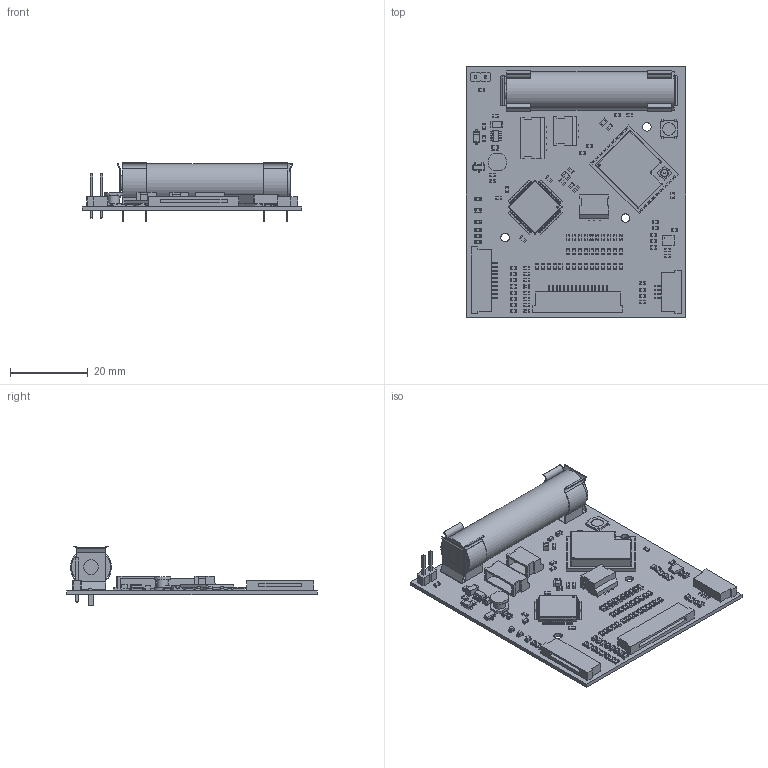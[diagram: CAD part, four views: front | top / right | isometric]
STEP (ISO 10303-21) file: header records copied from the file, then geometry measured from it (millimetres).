
FILE_DESCRIPTION(('KiCad electronic assembly'),'2;1');
FILE_NAME('airMouse-mcu.step','2025-02-21T00:32:55',('Pcbnew'),('Kicad') ,'Open CASCADE STEP processor 7.6','KiCad to STEP converter','Unknown' );
FILE_SCHEMA(('AUTOMOTIVE_DESIGN { 1 0 10303 214 1 1 1 1 }'));
Length unit declared in the file: millimetre
Products named in the file (23): airMouse-mcu 1; C_0603_1608Metric; R_0603_1608Metric; TL3315NF100Q; DLG-0403-4R7; AAA; BC-0401; ESP32-C3-WROOM-02U; ZH-S3B-SM4A; DS1020-07-10VBT1A-R; DS1020-07-16VBT1A-R; C_0805_2012Metric; LED_0603_1608Metric; SOT-23; C_1206_3216Metric; D_SOD-123; DS1020-07-4VBT1A-R; SOT-23-6; PinHeader_1x02_P2.54mm_Vertical; LQFP-64_10x10mm_P0.5mm; LGA-14_3x2.5mm_P0.5mm_LayoutBorder3x4y; ZH-S5B-SM4A; airMouse-mcu_PCB
Assembly tree (112 placements, depth 2):
  airMouse-mcu 1
    C_0603_1608Metric  x32
    R_0603_1608Metric  x54
    TL3315NF100Q
    DLG-0403-4R7
    AAA
    BC-0401  x2
    ESP32-C3-WROOM-02U
    ZH-S3B-SM4A  x2
    DS1020-07-10VBT1A-R
    DS1020-07-16VBT1A-R
    C_0805_2012Metric  x3
    LED_0603_1608Metric  x3
    SOT-23
    C_1206_3216Metric
    D_SOD-123
    DS1020-07-4VBT1A-R
    SOT-23-6
    PinHeader_1x02_P2.54mm_Vertical
    LQFP-64_10x10mm_P0.5mm
    LGA-14_3x2.5mm_P0.5mm_LayoutBorder3x4y
    ZH-S5B-SM4A
    airMouse-mcu_PCB
Bounding box: 56.5 x 64.52 x 15.45 mm (x, y, z)
Volume: 8945.8 mm3; surface area: 14713.4 mm2
Topology: 148 solids, 148 shells, 4813 faces, 12420 edges, 8008 vertices
Faces by surface type: plane 3347, cylinder 1280, bspline 179, sphere 6, torus 1
Full cylindrical faces by diameter (mm): 0.2 x13, 0.4 x1, 0.5 x2, 1 x2, 1.8 x5, 2 x2, 2.2 x3, 3 x1, 3.2 x1, 3.8 x1, 10 x1
Entity records: 72504 total; most frequent: CARTESIAN_POINT 15310, ORIENTED_EDGE 11922, DIRECTION 11203, EDGE_CURVE 5961, LINE 4941, VECTOR 4941, VERTEX_POINT 3790, AXIS2_PLACEMENT_3D 3131
